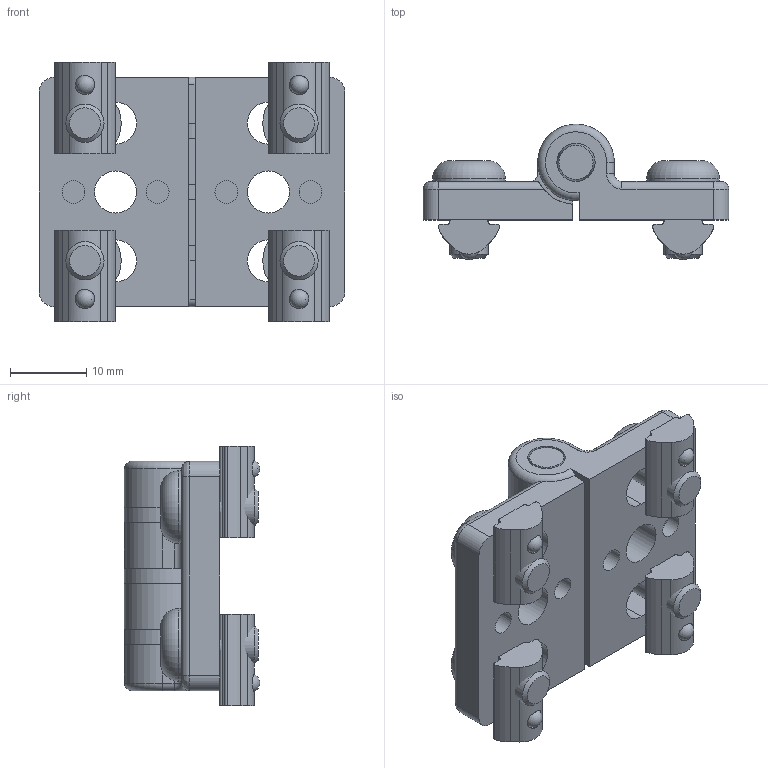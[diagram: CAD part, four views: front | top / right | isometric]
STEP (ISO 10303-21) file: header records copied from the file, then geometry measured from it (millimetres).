
FILE_DESCRIPTION((''),'2;1');
FILE_NAME('SZ0720S_A.stp','2013-08-27T06:51:07',('janine behrens'),(''),'Autodesk Inventor 2012','Autodesk Inventor 2012','');
FILE_SCHEMA(('AUTOMOTIVE_DESIGN { 1 0 10303 214 1 1 1 1 }'));
Length unit declared in the file: millimetre
Products named in the file (9): SZ0720S_A; SZ0715S_A; MK8400320-A; ME2108430_A; ME2108086_A; ISO 7380 M5 x 10; SV2193V_A; ME1631107_A; MK2402080_A
Assembly tree (17 placements, depth 3):
  SZ0720S_A
    SZ0715S_A
      MK8400320-A  x2
      ME2108430_A
      ME2108086_A  x3
    ISO 7380 M5 x 10  x4
    SV2193V_A  x4
      ME1631107_A
      MK2402080_A
Bounding box: 40 x 17.7 x 34 mm (x, y, z)
Volume: 8804.9 mm3; surface area: 8817 mm2
Topology: 18 solids, 18 shells, 247 faces, 601 edges, 384 vertices
Faces by surface type: cylinder 104, plane 104, cone 16, torus 15, bspline 4, sphere 4
Full cylindrical faces by diameter (mm): 2.55 x4, 3 x4, 4.134 x4, 4.85 x3, 5 x12, 5.5 x2, 9.5 x4, 10 x3
Entity records: 3100 total; most frequent: CARTESIAN_POINT 701, DIRECTION 500, ORIENTED_EDGE 380, AXIS2_PLACEMENT_3D 204, EDGE_CURVE 190, VERTEX_POINT 137, EDGE_LOOP 133, VECTOR 92
